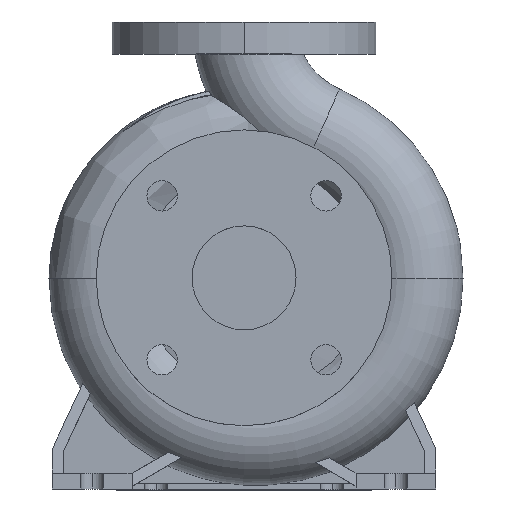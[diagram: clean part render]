
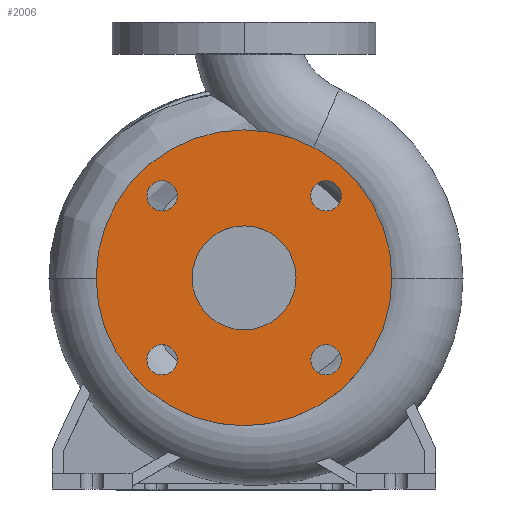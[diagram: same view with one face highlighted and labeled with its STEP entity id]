
A CAD part, top view. The second image highlights one B-rep face of the part: STEP entity #2006.
In plain terms, the highlighted planar face has unit normal (0, 0, 1).
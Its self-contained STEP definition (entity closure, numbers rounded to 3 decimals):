
#21 = AXIS2_PLACEMENT_3D ( 'NONE', #6050, #4544, #6586 ) ;
#41 = DIRECTION ( 'NONE',  ( 0., -1., 0. ) ) ;
#170 = VERTEX_POINT ( 'NONE', #1584 ) ;
#203 = VERTEX_POINT ( 'NONE', #2718 ) ;
#218 = CARTESIAN_POINT ( 'NONE',  ( 0., -32.5, 100. ) ) ;
#221 = CARTESIAN_POINT ( 'NONE',  ( 51.265, -51.265, 100. ) ) ;
#257 = CIRCLE ( 'NONE', #459, 9.5 ) ;
#293 = ORIENTED_EDGE ( 'NONE', *, *, #3312, .T. ) ;
#349 = EDGE_CURVE ( 'NONE', #5195, #203, #2268, .T. ) ;
#363 = CIRCLE ( 'NONE', #2267, 9.5 ) ;
#424 = ORIENTED_EDGE ( 'NONE', *, *, #6603, .F. ) ;
#437 = ORIENTED_EDGE ( 'NONE', *, *, #5241, .F. ) ;
#459 = AXIS2_PLACEMENT_3D ( 'NONE', #221, #4806, #6306 ) ;
#582 = CIRCLE ( 'NONE', #6463, 32.5 ) ;
#594 = DIRECTION ( 'NONE',  ( 0., 0., 1. ) ) ;
#621 = CARTESIAN_POINT ( 'NONE',  ( 0., 0., 100. ) ) ;
#649 = DIRECTION ( 'NONE',  ( 0., 0., 1. ) ) ;
#756 = CARTESIAN_POINT ( 'NONE',  ( 0., 92.5, 100. ) ) ;
#820 = DIRECTION ( 'NONE',  ( 0., 0., 1. ) ) ;
#982 = EDGE_CURVE ( 'NONE', #6555, #1369, #5781, .T. ) ;
#1046 = EDGE_CURVE ( 'NONE', #5750, #2460, #4179, .T. ) ;
#1061 = CARTESIAN_POINT ( 'NONE',  ( 51.265, -41.765, 100. ) ) ;
#1075 = CARTESIAN_POINT ( 'NONE',  ( 51.265, 51.265, 100. ) ) ;
#1180 = CARTESIAN_POINT ( 'NONE',  ( -51.265, -60.765, 100. ) ) ;
#1263 = VERTEX_POINT ( 'NONE', #3840 ) ;
#1303 = AXIS2_PLACEMENT_3D ( 'NONE', #3656, #649, #4695 ) ;
#1369 = VERTEX_POINT ( 'NONE', #1992 ) ;
#1584 = CARTESIAN_POINT ( 'NONE',  ( 0., -92.5, 100. ) ) ;
#1750 = FACE_OUTER_BOUND ( 'NONE', #2931, .T. ) ;
#1769 = CARTESIAN_POINT ( 'NONE',  ( 51.265, -51.265, 100. ) ) ;
#1804 = EDGE_CURVE ( 'NONE', #5579, #2096, #3762, .T. ) ;
#1837 = DIRECTION ( 'NONE',  ( 1., 0., 0. ) ) ;
#1881 = CARTESIAN_POINT ( 'NONE',  ( 41.765, 51.265, 100. ) ) ;
#1946 = EDGE_LOOP ( 'NONE', ( #2641, #424 ) ) ;
#1992 = CARTESIAN_POINT ( 'NONE',  ( -51.265, -41.765, 100. ) ) ;
#2006 = ADVANCED_FACE ( 'NONE', ( #5961, #1750, #3798, #6373, #3825, #2249 ), #2744, .F. ) ;
#2037 = AXIS2_PLACEMENT_3D ( 'NONE', #1769, #2235, #5774 ) ;
#2080 = DIRECTION ( 'NONE',  ( 0., -1., 0. ) ) ;
#2096 = VERTEX_POINT ( 'NONE', #1881 ) ;
#2134 = VERTEX_POINT ( 'NONE', #2534 ) ;
#2170 = AXIS2_PLACEMENT_3D ( 'NONE', #3946, #3436, #6462 ) ;
#2235 = DIRECTION ( 'NONE',  ( 0., 0., 1. ) ) ;
#2249 = FACE_BOUND ( 'NONE', #5610, .T. ) ;
#2267 = AXIS2_PLACEMENT_3D ( 'NONE', #1075, #6427, #1837 ) ;
#2268 = CIRCLE ( 'NONE', #6012, 9.5 ) ;
#2284 = CIRCLE ( 'NONE', #6351, 9.5 ) ;
#2351 = CARTESIAN_POINT ( 'NONE',  ( 0., 0., 100. ) ) ;
#2375 = EDGE_CURVE ( 'NONE', #2096, #5579, #363, .T. ) ;
#2460 = VERTEX_POINT ( 'NONE', #1061 ) ;
#2534 = CARTESIAN_POINT ( 'NONE',  ( 0., 92.5, 100. ) ) ;
#2556 = CARTESIAN_POINT ( 'NONE',  ( -51.265, 51.265, 100. ) ) ;
#2595 = AXIS2_PLACEMENT_3D ( 'NONE', #621, #594, #2620 ) ;
#2620 = DIRECTION ( 'NONE',  ( 0., -1., 0. ) ) ;
#2641 = ORIENTED_EDGE ( 'NONE', *, *, #982, .F. ) ;
#2694 = CIRCLE ( 'NONE', #2170, 32.5 ) ;
#2718 = CARTESIAN_POINT ( 'NONE',  ( -51.265, 60.765, 100. ) ) ;
#2744 = PLANE ( 'NONE',  #5797 ) ;
#2771 = DIRECTION ( 'NONE',  ( 0., 0., -1. ) ) ;
#2931 = EDGE_LOOP ( 'NONE', ( #4458, #293 ) ) ;
#3177 = EDGE_LOOP ( 'NONE', ( #4477, #6583 ) ) ;
#3238 = EDGE_CURVE ( 'NONE', #203, #5195, #5484, .T. ) ;
#3312 = EDGE_CURVE ( 'NONE', #2134, #170, #5591, .T. ) ;
#3409 = ORIENTED_EDGE ( 'NONE', *, *, #1804, .F. ) ;
#3436 = DIRECTION ( 'NONE',  ( 0., 0., 1. ) ) ;
#3656 = CARTESIAN_POINT ( 'NONE',  ( 51.265, 51.265, 100. ) ) ;
#3689 = DIRECTION ( 'NONE',  ( 0., -1., 0. ) ) ;
#3712 = EDGE_LOOP ( 'NONE', ( #5875, #5434 ) ) ;
#3752 = DIRECTION ( 'NONE',  ( 0., 0., 1. ) ) ;
#3762 = CIRCLE ( 'NONE', #1303, 9.5 ) ;
#3798 = FACE_BOUND ( 'NONE', #5672, .T. ) ;
#3825 = FACE_BOUND ( 'NONE', #1946, .T. ) ;
#3840 = CARTESIAN_POINT ( 'NONE',  ( 0., 32.5, 100. ) ) ;
#3899 = EDGE_CURVE ( 'NONE', #170, #2134, #4638, .T. ) ;
#3946 = CARTESIAN_POINT ( 'NONE',  ( 0., 0., 100. ) ) ;
#4104 = EDGE_CURVE ( 'NONE', #6587, #1263, #582, .T. ) ;
#4179 = CIRCLE ( 'NONE', #2037, 9.5 ) ;
#4458 = ORIENTED_EDGE ( 'NONE', *, *, #3899, .T. ) ;
#4477 = ORIENTED_EDGE ( 'NONE', *, *, #349, .F. ) ;
#4544 = DIRECTION ( 'NONE',  ( 0., 0., 1. ) ) ;
#4568 = ORIENTED_EDGE ( 'NONE', *, *, #1046, .F. ) ;
#4607 = DIRECTION ( 'NONE',  ( 0., 0., 1. ) ) ;
#4638 = CIRCLE ( 'NONE', #2595, 92.5 ) ;
#4684 = CARTESIAN_POINT ( 'NONE',  ( 51.265, -60.765, 100. ) ) ;
#4695 = DIRECTION ( 'NONE',  ( 1., 0., 0. ) ) ;
#4806 = DIRECTION ( 'NONE',  ( 0., 0., 1. ) ) ;
#4895 = DIRECTION ( 'NONE',  ( 0., 1., 0. ) ) ;
#4932 = DIRECTION ( 'NONE',  ( 0., -1., 0. ) ) ;
#4961 = AXIS2_PLACEMENT_3D ( 'NONE', #6129, #5625, #2080 ) ;
#4974 = DIRECTION ( 'NONE',  ( 0., 0., 1. ) ) ;
#5000 = CARTESIAN_POINT ( 'NONE',  ( -51.265, -51.265, 100. ) ) ;
#5074 = ORIENTED_EDGE ( 'NONE', *, *, #2375, .F. ) ;
#5150 = CARTESIAN_POINT ( 'NONE',  ( 60.765, 51.265, 100. ) ) ;
#5195 = VERTEX_POINT ( 'NONE', #5229 ) ;
#5224 = CARTESIAN_POINT ( 'NONE',  ( 0., 0., 100. ) ) ;
#5229 = CARTESIAN_POINT ( 'NONE',  ( -51.265, 41.765, 100. ) ) ;
#5241 = EDGE_CURVE ( 'NONE', #2460, #5750, #257, .T. ) ;
#5384 = AXIS2_PLACEMENT_3D ( 'NONE', #5224, #3752, #3689 ) ;
#5434 = ORIENTED_EDGE ( 'NONE', *, *, #5960, .F. ) ;
#5484 = CIRCLE ( 'NONE', #4961, 9.5 ) ;
#5579 = VERTEX_POINT ( 'NONE', #5150 ) ;
#5591 = CIRCLE ( 'NONE', #5384, 92.5 ) ;
#5610 = EDGE_LOOP ( 'NONE', ( #4568, #437 ) ) ;
#5625 = DIRECTION ( 'NONE',  ( 0., 0., 1. ) ) ;
#5672 = EDGE_LOOP ( 'NONE', ( #3409, #5074 ) ) ;
#5750 = VERTEX_POINT ( 'NONE', #4684 ) ;
#5774 = DIRECTION ( 'NONE',  ( 0., -1., 0. ) ) ;
#5781 = CIRCLE ( 'NONE', #21, 9.5 ) ;
#5797 = AXIS2_PLACEMENT_3D ( 'NONE', #756, #2771, #4895 ) ;
#5875 = ORIENTED_EDGE ( 'NONE', *, *, #4104, .F. ) ;
#5960 = EDGE_CURVE ( 'NONE', #1263, #6587, #2694, .T. ) ;
#5961 = FACE_BOUND ( 'NONE', #3712, .T. ) ;
#6012 = AXIS2_PLACEMENT_3D ( 'NONE', #2556, #4607, #41 ) ;
#6050 = CARTESIAN_POINT ( 'NONE',  ( -51.265, -51.265, 100. ) ) ;
#6129 = CARTESIAN_POINT ( 'NONE',  ( -51.265, 51.265, 100. ) ) ;
#6306 = DIRECTION ( 'NONE',  ( 0., -1., 0. ) ) ;
#6351 = AXIS2_PLACEMENT_3D ( 'NONE', #5000, #820, #6435 ) ;
#6373 = FACE_BOUND ( 'NONE', #3177, .T. ) ;
#6427 = DIRECTION ( 'NONE',  ( 0., 0., 1. ) ) ;
#6435 = DIRECTION ( 'NONE',  ( 0., -1., 0. ) ) ;
#6462 = DIRECTION ( 'NONE',  ( 0., -1., 0. ) ) ;
#6463 = AXIS2_PLACEMENT_3D ( 'NONE', #2351, #4974, #4932 ) ;
#6555 = VERTEX_POINT ( 'NONE', #1180 ) ;
#6583 = ORIENTED_EDGE ( 'NONE', *, *, #3238, .F. ) ;
#6586 = DIRECTION ( 'NONE',  ( 0., -1., 0. ) ) ;
#6587 = VERTEX_POINT ( 'NONE', #218 ) ;
#6603 = EDGE_CURVE ( 'NONE', #1369, #6555, #2284, .T. ) ;
